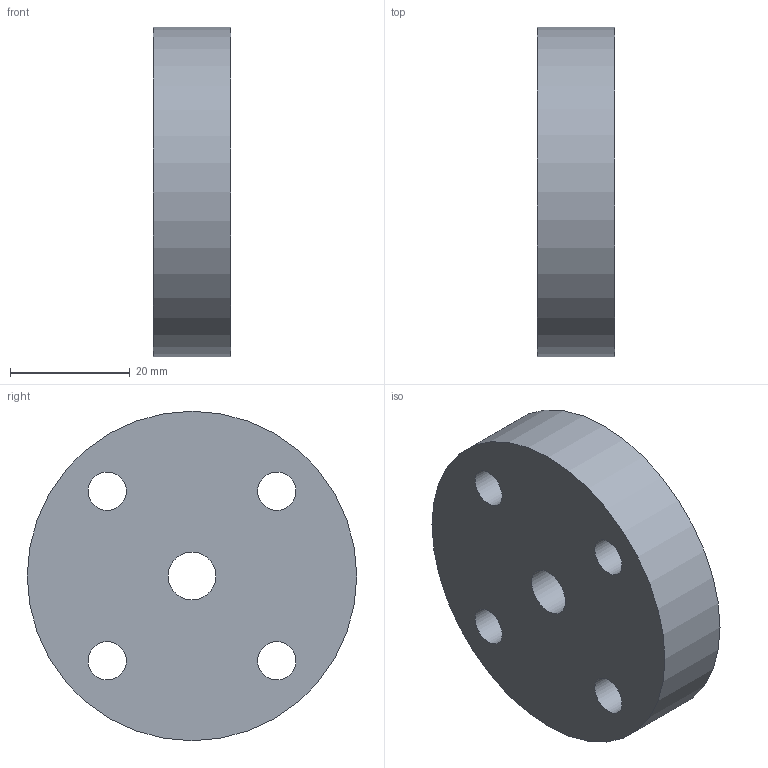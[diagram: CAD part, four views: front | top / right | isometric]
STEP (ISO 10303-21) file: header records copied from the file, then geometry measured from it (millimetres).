
FILE_DESCRIPTION(/* description */ ('STEP AP242','CAx-IF Rec.Pracs.---Representation and Presentation of Product Manufacturing Information (PMI)---4.0---2014-10-13','CAx-IF Rec.Pracs.---3D Tessellated Geometry---0.4---2014-09-14','2;1'),/* implementation_level */ '2;1');
FILE_NAME(/* name */ '6359985c41647671b9e1bce4',/* time_stamp */ '2022-10-26T20:28:12+00:00',/* author */ (''),/* organization */ (''),/* preprocessor_version */ 'ST-DEVELOPER v18.102',/* originating_system */ ' ',/* authorisation */ ' ');
FILE_SCHEMA (('AP242_MANAGED_MODEL_BASED_3D_ENGINEERING_MIM_LF { 1 0 10303 442 1 1 4 }'));
Length unit declared in the file: metre
Products named in the file (1): Base 2
Bounding box: 13 x 55 x 55 mm (x, y, z)
Volume: 27956.7 mm3; surface area: 8159.3 mm2
Topology: 1 solids, 1 shells, 16 faces, 30 edges, 20 vertices
Faces by surface type: cylinder 10, plane 6
Full cylindrical faces by diameter (mm): 6.4 x4, 8 x1, 10 x4, 55 x1
Entity records: 519 total; most frequent: DIRECTION 74, CARTESIAN_POINT 57, ORIENTED_EDGE 40, EDGE_LOOP 40, FACE_BOUND 40, AXIS2_PLACEMENT_3D 37, EDGE_CURVE 20, VERTEX_POINT 20
